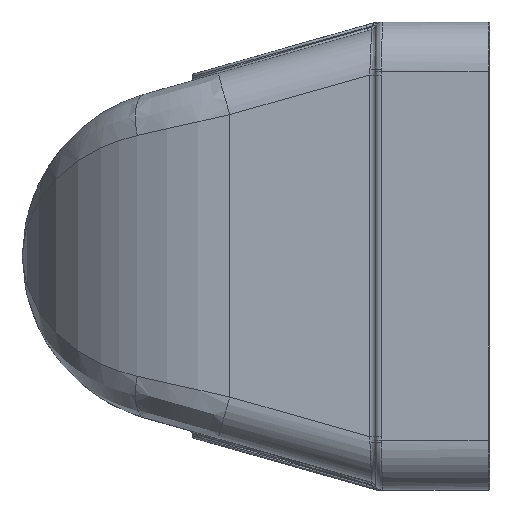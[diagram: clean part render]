
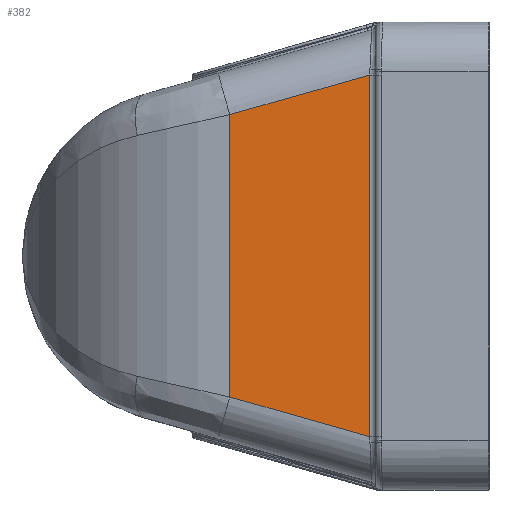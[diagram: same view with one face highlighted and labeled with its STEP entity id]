
A CAD part, top view. The second image highlights one B-rep face of the part: STEP entity #382.
In plain terms, the highlighted planar face has unit normal (0, 0, 1).
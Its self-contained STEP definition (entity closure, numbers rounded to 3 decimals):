
#382=ADVANCED_FACE('',(#825),#826,.F.);
#825=FACE_OUTER_BOUND('',#3509,.T.);
#826=PLANE('',#3510);
#3509=EDGE_LOOP('',(#6580,#6581,#6582,#6583));
#3510=AXIS2_PLACEMENT_3D('',#6584,#6585,#6586);
#6580=ORIENTED_EDGE('',*,*,#7503,.F.);
#6581=ORIENTED_EDGE('',*,*,#7345,.F.);
#6582=ORIENTED_EDGE('',*,*,#7504,.T.);
#6583=ORIENTED_EDGE('',*,*,#7505,.T.);
#6584=CARTESIAN_POINT('',(205.0,-45.0,0.0));
#6585=DIRECTION('',(0.0,0.0,-1.0));
#6586=DIRECTION('',(0.0,-1.0,0.0));
#7345=EDGE_CURVE('',#7963,#7961,#7965,.T.);
#7503=EDGE_CURVE('',#7961,#8191,#8192,.T.);
#7504=EDGE_CURVE('',#7963,#8193,#8194,.T.);
#7505=EDGE_CURVE('',#8193,#8191,#8195,.T.);
#7961=VERTEX_POINT('',#9431);
#7963=VERTEX_POINT('',#9439);
#7965=LINE('',#9441,#9442);
#8191=VERTEX_POINT('',#9994);
#8192=LINE('',#9995,#9996);
#8193=VERTEX_POINT('',#9997);
#8194=LINE('',#9998,#9999);
#8195=LINE('',#10000,#10001);
#9431=CARTESIAN_POINT('',(272.163,-111.5,0.));
#9439=CARTESIAN_POINT('',(257.436,-59.5,0.));
#9441=CARTESIAN_POINT('',(257.436,-59.5,0.));
#9442=VECTOR('',#11420,54.045);
#9994=CARTESIAN_POINT('',(137.837,-111.5,0.));
#9995=CARTESIAN_POINT('',(272.163,-111.5,0.));
#9996=VECTOR('',#11619,134.325);
#9997=CARTESIAN_POINT('',(152.564,-59.5,0.));
#9998=CARTESIAN_POINT('',(257.436,-59.5,0.));
#9999=VECTOR('',#11620,104.871);
#10000=CARTESIAN_POINT('',(152.564,-59.5,0.));
#10001=VECTOR('',#11621,54.045);
#11420=DIRECTION('',(0.272,-0.962,0.));
#11619=DIRECTION('',(-1.0,0.0,0.));
#11620=DIRECTION('',(-1.0,0.,0.));
#11621=DIRECTION('',(-0.272,-0.962,0.));
